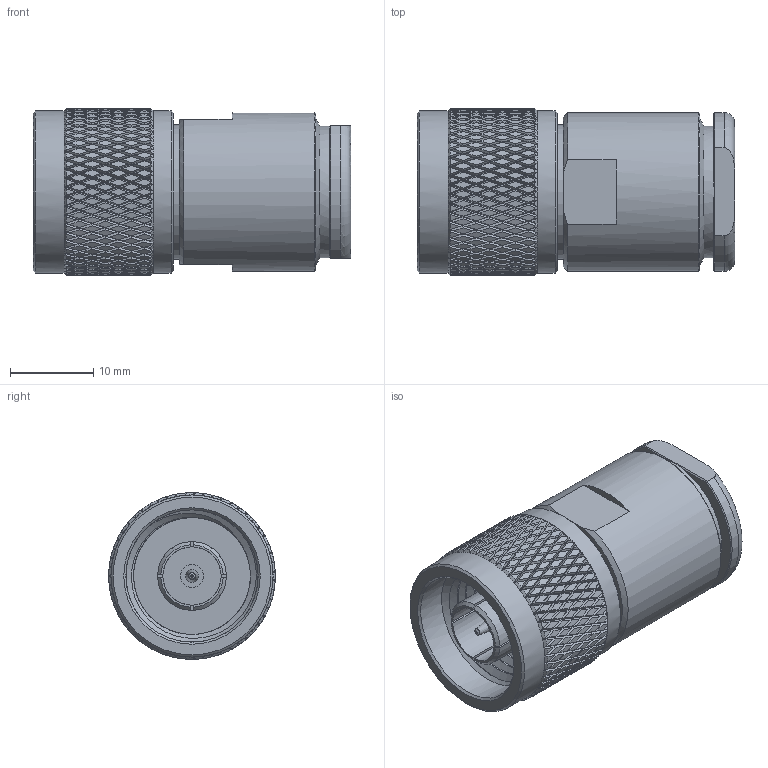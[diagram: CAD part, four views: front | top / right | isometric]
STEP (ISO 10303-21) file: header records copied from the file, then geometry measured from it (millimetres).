
FILE_DESCRIPTION (( 'STEP AP203' ), '1' );
FILE_NAME ('PE4507.step', '2020-04-14T16:12:47', ( '' ), ( '' ), 'SwSTEP 2.0', 'SolidWorks 2018', '' );
FILE_SCHEMA (( 'CONFIG_CONTROL_DESIGN' ));
Length unit declared in the file: inch
Products named in the file (1): PE4507
Bounding box: 38.1 x 20 x 20 mm (x, y, z)
Volume: 8719 mm3; surface area: 4748.8 mm2
Topology: 1 solids, 1 shells, 2496 faces, 5083 edges, 2597 vertices
Faces by surface type: bspline 1764, cylinder 458, cone 236, plane 36, torus 2
Full cylindrical faces by diameter (mm): 1.524 x1, 2.794 x1, 6.985 x1, 8.255 x1, 8.89 x1, 15.804 x1, 15.875 x5, 16.125 x1, 19.074 x1, 19.461 x2
Entity records: 89136 total; most frequent: CARTESIAN_POINT 56858, ORIENTED_EDGE 10082, EDGE_CURVE 5041, VERTEX_POINT 2579, EDGE_LOOP 2518, FACE_OUTER_BOUND 2503, ADVANCED_FACE 2491, DIRECTION 2400
